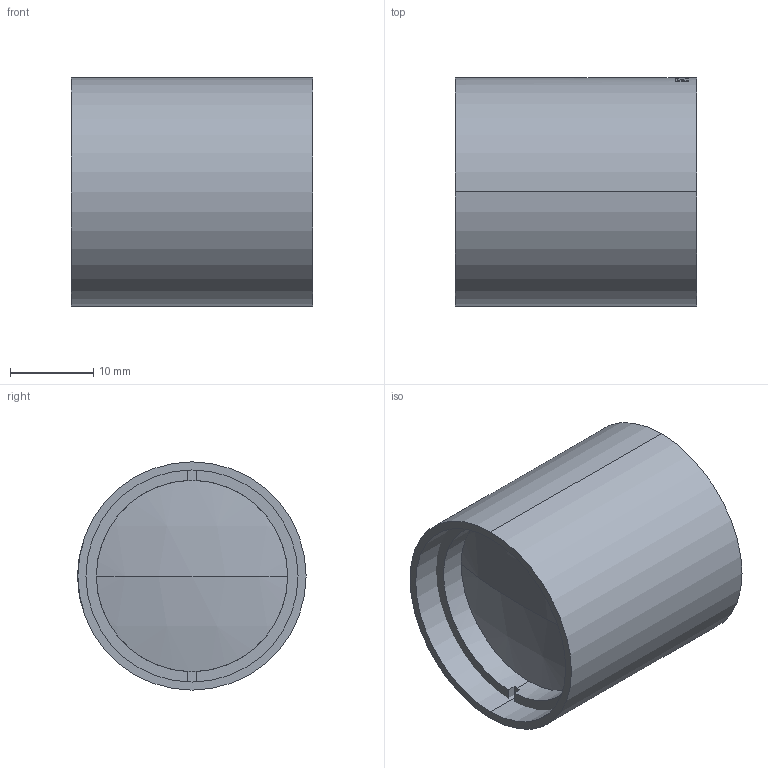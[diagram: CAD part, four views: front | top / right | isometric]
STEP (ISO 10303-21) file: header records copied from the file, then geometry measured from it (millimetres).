
FILE_DESCRIPTION (( 'STEP AP203' ), '1' );
FILE_NAME ('S6ASS2247_01.STEP', '2022-03-18T08:56:01', ( '' ), ( '' ), 'SwSTEP 2.0', 'SolidWorks 2021', '' );
FILE_SCHEMA (( 'CONFIG_CONTROL_DESIGN' ));
Length unit declared in the file: millimetre
Products named in the file (5): S6LMN2247_240; S6ASS2247_01; 394704; 394703; S6LDX2248_240
Assembly tree (4 placements, depth 2):
  S6ASS2247_01
    S6LMN2247_240
    S6LDX2248_240
    394703
    394704
Bounding box: 29 x 27.45 x 27.45 mm (x, y, z)
Volume: 10996.4 mm3; surface area: 8831.4 mm2
Topology: 4 solids, 4 shells, 119 faces, 300 edges, 198 vertices
Faces by surface type: bspline 40, plane 38, cylinder 23, cone 10, sphere 8
Entity records: 8701 total; most frequent: CARTESIAN_POINT 5596, ORIENTED_EDGE 600, DIRECTION 432, EDGE_CURVE 300, VERTEX_POINT 198, AXIS2_PLACEMENT_3D 174, EDGE_LOOP 132, B_SPLINE_CURVE_WITH_KNOTS 128
